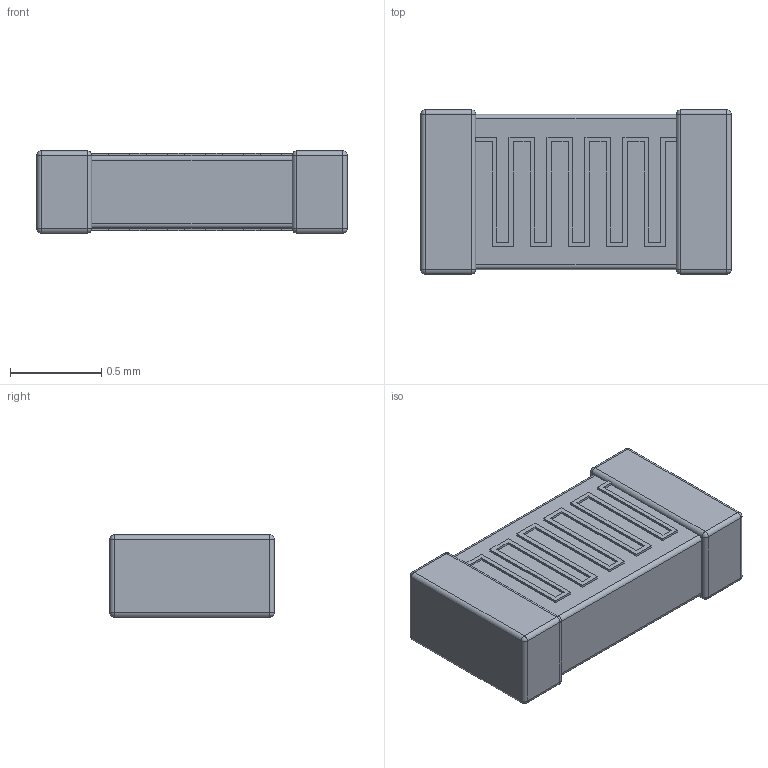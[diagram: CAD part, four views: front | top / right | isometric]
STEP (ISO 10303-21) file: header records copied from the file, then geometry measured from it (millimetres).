
FILE_DESCRIPTION(/* description */ (''),/* implementation_level */ '2;1');
FILE_NAME(/* name */ 'RTD 0603_1608.step',/* time_stamp */ '2020-05-22T20:54:50+01:00',/* author */ (''),/* organization */ (''),/* preprocessor_version */ 'ST-DEVELOPER v18.1',/* originating_system */ 'Autodesk Translation Framework v9.2.0.1227',/* authorisation */ '');
FILE_SCHEMA (('AUTOMOTIVE_DESIGN { 1 0 10303 214 3 1 1 }'));
Length unit declared in the file: millimetre
Products named in the file (1): Heraeus - RTD 0603_1608
Bounding box: 1.7 x 0.9 x 0.45 mm (x, y, z)
Volume: 0.6 mm3; surface area: 5.5 mm2
Topology: 1 solids, 1 shells, 150 faces, 396 edges, 248 vertices
Faces by surface type: plane 106, cylinder 28, sphere 16
Entity records: 4743 total; most frequent: CARTESIAN_POINT 795, ORIENTED_EDGE 792, DIRECTION 762, EDGE_CURVE 396, LINE 332, VECTOR 332, VERTEX_POINT 248, AXIS2_PLACEMENT_3D 215
